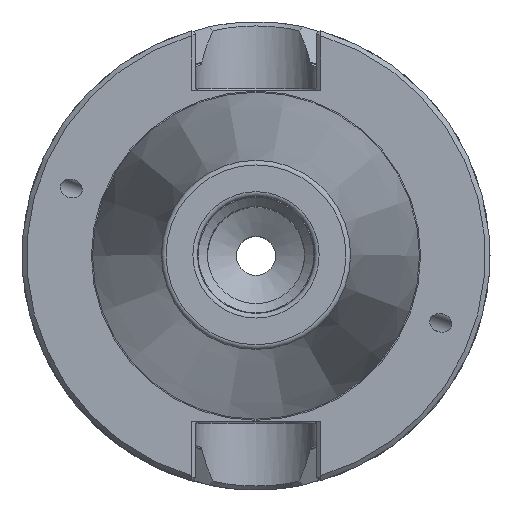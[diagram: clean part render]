
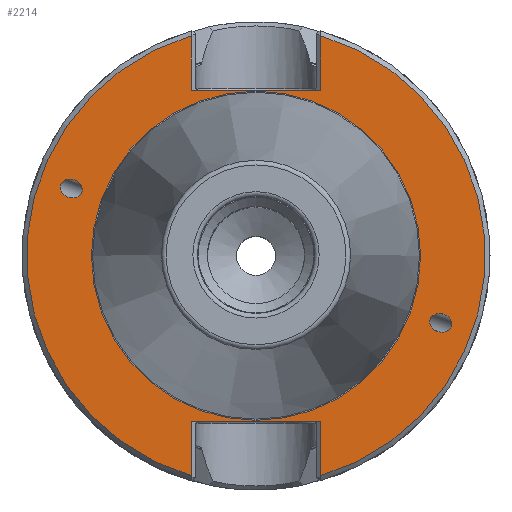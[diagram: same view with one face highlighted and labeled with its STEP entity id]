
A CAD part, top view. The second image highlights one B-rep face of the part: STEP entity #2214.
In plain terms, the highlighted planar face has unit normal (0, 0, 1).
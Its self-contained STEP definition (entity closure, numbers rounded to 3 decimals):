
#30=LINE('',#3231,#84);
#31=LINE('',#3233,#85);
#32=LINE('',#3235,#86);
#33=LINE('',#3236,#87);
#34=LINE('',#3238,#88);
#35=LINE('',#3240,#89);
#84=VECTOR('',#2684,1000.);
#85=VECTOR('',#2685,1000.);
#86=VECTOR('',#2686,1000.);
#87=VECTOR('',#2687,1000.);
#88=VECTOR('',#2688,1000.);
#89=VECTOR('',#2689,1000.);
#130=ELLIPSE('',#2364,2.381,1.95);
#131=ELLIPSE('',#2366,2.381,1.95);
#188=PLANE('',#2376);
#255=CIRCLE('',#2362,35.164);
#256=CIRCLE('',#2372,49.);
#259=CIRCLE('',#2377,49.);
#407=ORIENTED_EDGE('',*,*,#720,.F.);
#408=ORIENTED_EDGE('',*,*,#738,.T.);
#409=ORIENTED_EDGE('',*,*,#739,.T.);
#410=ORIENTED_EDGE('',*,*,#740,.T.);
#411=ORIENTED_EDGE('',*,*,#741,.T.);
#412=ORIENTED_EDGE('',*,*,#732,.T.);
#413=ORIENTED_EDGE('',*,*,#742,.T.);
#414=ORIENTED_EDGE('',*,*,#743,.T.);
#415=ORIENTED_EDGE('',*,*,#744,.T.);
#416=ORIENTED_EDGE('',*,*,#719,.F.);
#417=ORIENTED_EDGE('',*,*,#718,.F.);
#718=EDGE_CURVE('',#908,#908,#255,.T.);
#719=EDGE_CURVE('',#909,#909,#130,.T.);
#720=EDGE_CURVE('',#910,#910,#131,.T.);
#732=EDGE_CURVE('',#922,#921,#256,.T.);
#738=EDGE_CURVE('',#925,#926,#259,.T.);
#739=EDGE_CURVE('',#926,#927,#30,.T.);
#740=EDGE_CURVE('',#927,#928,#31,.T.);
#741=EDGE_CURVE('',#928,#922,#32,.T.);
#742=EDGE_CURVE('',#921,#929,#33,.T.);
#743=EDGE_CURVE('',#929,#930,#34,.T.);
#744=EDGE_CURVE('',#930,#925,#35,.T.);
#908=VERTEX_POINT('',#3158);
#909=VERTEX_POINT('',#3161);
#910=VERTEX_POINT('',#3164);
#921=VERTEX_POINT('',#3213);
#922=VERTEX_POINT('',#3215);
#925=VERTEX_POINT('',#3229);
#926=VERTEX_POINT('',#3230);
#927=VERTEX_POINT('',#3232);
#928=VERTEX_POINT('',#3234);
#929=VERTEX_POINT('',#3237);
#930=VERTEX_POINT('',#3239);
#1149=EDGE_LOOP('',(#407));
#1150=EDGE_LOOP('',(#408,#409,#410,#411,#412,#413,#414,#415));
#1151=EDGE_LOOP('',(#416));
#1152=EDGE_LOOP('',(#417));
#1323=FACE_BOUND('',#1149,.T.);
#1324=FACE_BOUND('',#1150,.T.);
#1325=FACE_BOUND('',#1151,.T.);
#1326=FACE_BOUND('',#1152,.T.);
#2214=ADVANCED_FACE('',(#1323,#1324,#1325,#1326),#188,.T.);
#2362=AXIS2_PLACEMENT_3D('',#3157,#2644,#2645);
#2364=AXIS2_PLACEMENT_3D('',#3160,#2648,#2649);
#2366=AXIS2_PLACEMENT_3D('',#3163,#2652,#2653);
#2372=AXIS2_PLACEMENT_3D('',#3214,#2670,#2671);
#2376=AXIS2_PLACEMENT_3D('',#3227,#2680,#2681);
#2377=AXIS2_PLACEMENT_3D('',#3228,#2682,#2683);
#2644=DIRECTION('',(0.,0.,1.));
#2645=DIRECTION('',(1.,0.,0.));
#2648=DIRECTION('',(0.,0.,1.));
#2649=DIRECTION('',(-0.94,0.342,0.));
#2652=DIRECTION('',(0.,0.,1.));
#2653=DIRECTION('',(0.94,-0.342,0.));
#2670=DIRECTION('',(0.,0.,1.));
#2671=DIRECTION('',(1.,0.,0.));
#2680=DIRECTION('',(0.,0.,1.));
#2681=DIRECTION('',(1.,0.,0.));
#2682=DIRECTION('',(0.,0.,1.));
#2683=DIRECTION('',(1.,0.,0.));
#2684=DIRECTION('',(0.,1.,0.));
#2685=DIRECTION('',(1.,0.,0.));
#2686=DIRECTION('',(0.,-1.,0.));
#2687=DIRECTION('',(0.,-1.,0.));
#2688=DIRECTION('',(-1.,0.,0.));
#2689=DIRECTION('',(0.,1.,0.));
#3157=CARTESIAN_POINT('',(0.,0.,-3.));
#3158=CARTESIAN_POINT('',(35.164,0.,-3.));
#3160=CARTESIAN_POINT('',(39.467,-14.365,-3.));
#3161=CARTESIAN_POINT('',(37.23,-13.551,-3.));
#3163=CARTESIAN_POINT('',(-39.467,14.365,-3.));
#3164=CARTESIAN_POINT('',(-37.23,13.551,-3.));
#3213=CARTESIAN_POINT('',(13.85,47.002,-3.));
#3214=CARTESIAN_POINT('',(0.,0.,-3.));
#3215=CARTESIAN_POINT('',(13.85,-47.002,-3.));
#3227=CARTESIAN_POINT('',(35.164,0.,-3.));
#3228=CARTESIAN_POINT('',(0.,0.,-3.));
#3229=CARTESIAN_POINT('',(-13.85,47.002,-3.));
#3230=CARTESIAN_POINT('',(-13.85,-47.002,-3.));
#3231=CARTESIAN_POINT('',(-13.85,0.,-3.));
#3232=CARTESIAN_POINT('',(-13.85,-35.35,-3.));
#3233=CARTESIAN_POINT('',(35.164,-35.35,-3.));
#3234=CARTESIAN_POINT('',(13.85,-35.35,-3.));
#3235=CARTESIAN_POINT('',(13.85,0.,-3.));
#3236=CARTESIAN_POINT('',(13.85,0.,-3.));
#3237=CARTESIAN_POINT('',(13.85,35.35,-3.));
#3238=CARTESIAN_POINT('',(35.164,35.35,-3.));
#3239=CARTESIAN_POINT('',(-13.85,35.35,-3.));
#3240=CARTESIAN_POINT('',(-13.85,0.,-3.));
